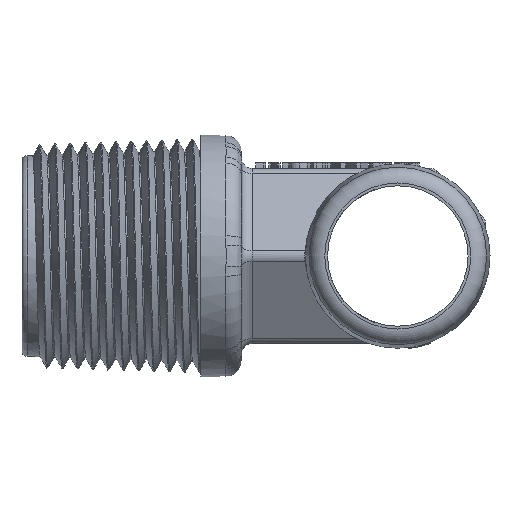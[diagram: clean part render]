
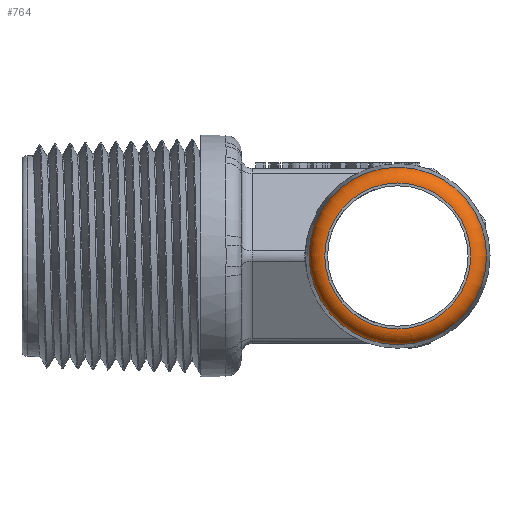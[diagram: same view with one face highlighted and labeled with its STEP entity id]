
A CAD part, left-side view. The second image highlights one B-rep face of the part: STEP entity #764.
In plain terms, the highlighted toroidal (fillet/blend) face has major radius 10.559 mm and minor radius 2.286 mm.
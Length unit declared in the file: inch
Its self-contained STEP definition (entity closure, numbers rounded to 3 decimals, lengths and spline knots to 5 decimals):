
#737=CARTESIAN_POINT('',(-1.9725,0.0,0.0));
#738=DIRECTION('',(1.0,0.0,0.0));
#739=DIRECTION('',(0.0,0.0,-1.0));
#740=AXIS2_PLACEMENT_3D('',#737,#738,#739);
#741=TOROIDAL_SURFACE('',#740,0.41573,0.09);
#742=CARTESIAN_POINT('',(-2.0625,0.41573,0.0));
#743=VERTEX_POINT('',#742);
#744=CARTESIAN_POINT('',(-2.0625,0.0,0.0));
#745=DIRECTION('',(1.0,0.0,0.0));
#746=DIRECTION('',(0.0,-1.0,0.0));
#747=AXIS2_PLACEMENT_3D('',#744,#745,#746);
#748=CIRCLE('',#747,0.41573);
#749=EDGE_CURVE('',#743,#743,#748,.T.);
#750=ORIENTED_EDGE('',*,*,#749,.T.);
#751=EDGE_LOOP('',(#750));
#752=FACE_OUTER_BOUND('',#751,.T.);
#753=CARTESIAN_POINT('',(-1.97841,0.50553,0.));
#754=VERTEX_POINT('',#753);
#755=CARTESIAN_POINT('',(-1.97841,0.0,0.));
#756=DIRECTION('',(-1.0,0.0,0.0));
#757=DIRECTION('',(0.0,-1.0,0.0));
#758=AXIS2_PLACEMENT_3D('',#755,#756,#757);
#759=CIRCLE('',#758,0.50553);
#760=EDGE_CURVE('',#754,#754,#759,.T.);
#761=ORIENTED_EDGE('',*,*,#760,.T.);
#762=EDGE_LOOP('',(#761));
#763=FACE_BOUND('',#762,.T.);
#764=ADVANCED_FACE('',(#752,#763),#741,.T.);
